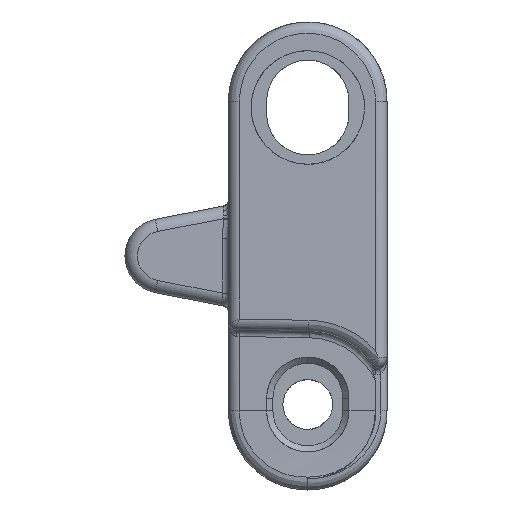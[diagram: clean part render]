
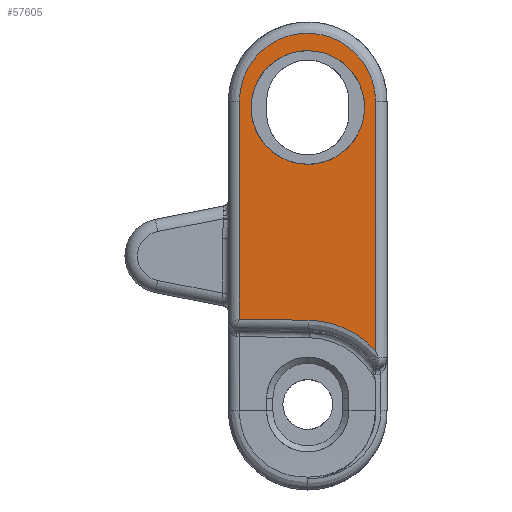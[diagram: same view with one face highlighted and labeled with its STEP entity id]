
A CAD part, left-side view. The second image highlights one B-rep face of the part: STEP entity #57605.
In plain terms, the highlighted planar face has unit normal (-0.999, 0.035, 0).
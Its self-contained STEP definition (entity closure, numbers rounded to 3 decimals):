
#1021 = CARTESIAN_POINT ( 'NONE',  ( -95.352, -10.385, -6.04 ) ) ;
#1231 = EDGE_CURVE ( 'NONE', #44425, #59790, #33695, .T. ) ;
#4711 = CARTESIAN_POINT ( 'NONE',  ( -95.4, -11.769, -7.568 ) ) ;
#7323 =( BOUNDED_CURVE ( )  B_SPLINE_CURVE ( 3, ( #12267, #58396, #27072, #16658 ),
 .UNSPECIFIED., .F., .T. ) 
 B_SPLINE_CURVE_WITH_KNOTS ( ( 4, 4 ),
 ( 0., 3.142 ),
 .UNSPECIFIED. ) 
 CURVE ( )  GEOMETRIC_REPRESENTATION_ITEM ( )  RATIONAL_B_SPLINE_CURVE ( ( 1., 0.333, 0.333, 1. ) ) 
 REPRESENTATION_ITEM ( '' )  );
#7850 = EDGE_CURVE ( 'NONE', #54206, #37458, #44492, .T. ) ;
#8079 = CARTESIAN_POINT ( 'NONE',  ( -95.529, -15.45, 7.35 ) ) ;
#8722 = AXIS2_PLACEMENT_3D ( 'NONE', #51536, #30310, #56912 ) ;
#10190 = EDGE_CURVE ( 'NONE', #19649, #59790, #28866, .T. ) ;
#10553 = DIRECTION ( 'NONE',  ( 0., 0., -1. ) ) ;
#10885 = CARTESIAN_POINT ( 'NONE',  ( -95.4, -11.769, 18.8 ) ) ;
#12267 = CARTESIAN_POINT ( 'NONE',  ( -95.02, -0.869, 12.4 ) ) ;
#12624 = CARTESIAN_POINT ( 'NONE',  ( -95.02, -0.869, 12.4 ) ) ;
#14705 = CARTESIAN_POINT ( 'NONE',  ( -95.02, -0.869, 18.8 ) ) ;
#15839 = CARTESIAN_POINT ( 'NONE',  ( -95.215, -6.447, -5.151 ) ) ;
#16039 = ORIENTED_EDGE ( 'NONE', *, *, #1231, .F. ) ;
#16658 = CARTESIAN_POINT ( 'NONE',  ( -95.4, -11.769, 12.4 ) ) ;
#17257 = EDGE_CURVE ( 'NONE', #59831, #31698, #26009, .T. ) ;
#17829 = EDGE_CURVE ( 'NONE', #19649, #59831, #7323, .T. ) ;
#18176 = CARTESIAN_POINT ( 'NONE',  ( -95.211, -6.35, 7.35 ) ) ;
#19639 = CARTESIAN_POINT ( 'NONE',  ( -94.893, 2.75, 7.35 ) ) ;
#19649 = VERTEX_POINT ( 'NONE', #12624 ) ;
#20878 = FACE_BOUND ( 'NONE', #48906, .T. ) ;
#20905 = CARTESIAN_POINT ( 'NONE',  ( -95.4, -11.769, -7.568 ) ) ;
#24983 = CARTESIAN_POINT ( 'NONE',  ( -95.211, -6.35, 7.35 ) ) ;
#26009 = LINE ( 'NONE', #10885, #30750 ) ;
#27072 = CARTESIAN_POINT ( 'NONE',  ( -95.4, -11.769, 23.3 ) ) ;
#28866 = LINE ( 'NONE', #14705, #31427 ) ;
#28982 = CARTESIAN_POINT ( 'NONE',  ( -95.211, -6.35, 7.35 ) ) ;
#30310 = DIRECTION ( 'NONE',  ( -0.999, 0.035, 0. ) ) ;
#30750 = VECTOR ( 'NONE', #10553, 1000. ) ;
#31427 = VECTOR ( 'NONE', #39632, 1000. ) ;
#31698 = VERTEX_POINT ( 'NONE', #20905 ) ;
#33032 = CARTESIAN_POINT ( 'NONE',  ( -95.429, -12.591, -5.258 ) ) ;
#33695 = LINE ( 'NONE', #33032, #48669 ) ;
#34215 = CARTESIAN_POINT ( 'NONE',  ( -95.215, -6.447, -5.151 ) ) ;
#36386 = PLANE ( 'NONE',  #8722 ) ;
#36954 = ORIENTED_EDGE ( 'NONE', *, *, #17829, .F. ) ;
#37458 = VERTEX_POINT ( 'NONE', #28982 ) ;
#38265 = ORIENTED_EDGE ( 'NONE', *, *, #10190, .T. ) ;
#39632 = DIRECTION ( 'NONE',  ( 0., 0., -1. ) ) ;
#42297 = ORIENTED_EDGE ( 'NONE', *, *, #59501, .T. ) ;
#43472 = CARTESIAN_POINT ( 'NONE',  ( -95.211, -6.35, 16.45 ) ) ;
#44425 = VERTEX_POINT ( 'NONE', #34215 ) ;
#44492 =( BOUNDED_CURVE ( )  B_SPLINE_CURVE ( 3, ( #54197, #59577, #8079, #18176 ),
 .UNSPECIFIED., .F., .T. ) 
 B_SPLINE_CURVE_WITH_KNOTS ( ( 4, 4 ),
 ( 1.571, 4.712 ),
 .UNSPECIFIED. ) 
 CURVE ( )  GEOMETRIC_REPRESENTATION_ITEM ( )  RATIONAL_B_SPLINE_CURVE ( ( 1., 0.333, 0.333, 1. ) ) 
 REPRESENTATION_ITEM ( '' )  );
#44499 = CARTESIAN_POINT ( 'NONE',  ( -95.4, -11.769, 12.4 ) ) ;
#45253 = ORIENTED_EDGE ( 'NONE', *, *, #7850, .T. ) ;
#46144 = FACE_OUTER_BOUND ( 'NONE', #63605, .T. ) ;
#47147 = CARTESIAN_POINT ( 'NONE',  ( -95.287, -8.508, -5.187 ) ) ;
#48669 = VECTOR ( 'NONE', #53899, 1000. ) ;
#48906 = EDGE_LOOP ( 'NONE', ( #42297, #45253 ) ) ;
#51277 = CARTESIAN_POINT ( 'NONE',  ( -95.211, -6.35, 16.45 ) ) ;
#51536 = CARTESIAN_POINT ( 'NONE',  ( -95.433, -12.7, 1. ) ) ;
#53899 = DIRECTION ( 'NONE',  ( 0.035, 0.999, 0.017 ) ) ;
#54197 = CARTESIAN_POINT ( 'NONE',  ( -95.211, -6.35, 16.45 ) ) ;
#54206 = VERTEX_POINT ( 'NONE', #43472 ) ;
#55258 = CARTESIAN_POINT ( 'NONE',  ( -95.02, -0.869, -5.054 ) ) ;
#56912 = DIRECTION ( 'NONE',  ( -0.035, -0.999, 0. ) ) ;
#56947 = ORIENTED_EDGE ( 'NONE', *, *, #17257, .F. ) ;
#57094 =( BOUNDED_CURVE ( )  B_SPLINE_CURVE ( 3, ( #4711, #1021, #47147, #15839 ),
 .UNSPECIFIED., .F., .T. ) 
 B_SPLINE_CURVE_WITH_KNOTS ( ( 4, 4 ),
 ( 3.877, 4.695 ),
 .UNSPECIFIED. ) 
 CURVE ( )  GEOMETRIC_REPRESENTATION_ITEM ( )  RATIONAL_B_SPLINE_CURVE ( ( 1., 0.945, 0.945, 1. ) ) 
 REPRESENTATION_ITEM ( '' )  );
#57605 = ADVANCED_FACE ( 'NONE', ( #46144, #20878 ), #36386, .T. ) ;
#58396 = CARTESIAN_POINT ( 'NONE',  ( -95.02, -0.869, 23.3 ) ) ;
#59501 = EDGE_CURVE ( 'NONE', #37458, #54206, #64374, .T. ) ;
#59577 = CARTESIAN_POINT ( 'NONE',  ( -95.529, -15.45, 16.45 ) ) ;
#59790 = VERTEX_POINT ( 'NONE', #55258 ) ;
#59831 = VERTEX_POINT ( 'NONE', #44499 ) ;
#63605 = EDGE_LOOP ( 'NONE', ( #38265, #16039, #64625, #56947, #36954 ) ) ;
#64209 = EDGE_CURVE ( 'NONE', #31698, #44425, #57094, .T. ) ;
#64374 =( BOUNDED_CURVE ( )  B_SPLINE_CURVE ( 3, ( #24983, #19639, #65749, #51277 ),
 .UNSPECIFIED., .F., .T. ) 
 B_SPLINE_CURVE_WITH_KNOTS ( ( 4, 4 ),
 ( 4.712, 7.854 ),
 .UNSPECIFIED. ) 
 CURVE ( )  GEOMETRIC_REPRESENTATION_ITEM ( )  RATIONAL_B_SPLINE_CURVE ( ( 1., 0.333, 0.333, 1. ) ) 
 REPRESENTATION_ITEM ( '' )  );
#64625 = ORIENTED_EDGE ( 'NONE', *, *, #64209, .F. ) ;
#65749 = CARTESIAN_POINT ( 'NONE',  ( -94.893, 2.75, 16.45 ) ) ;
